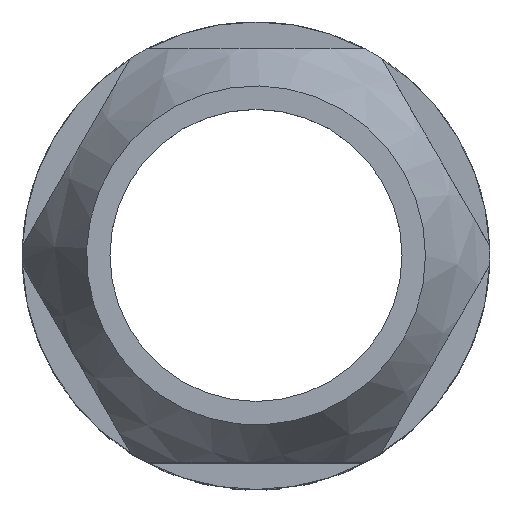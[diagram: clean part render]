
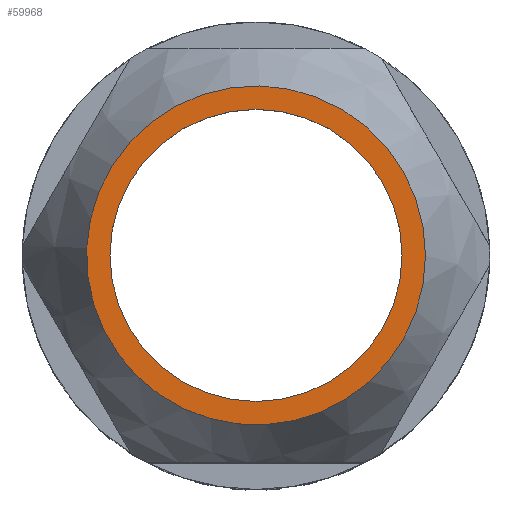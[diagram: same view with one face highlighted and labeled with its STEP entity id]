
A CAD part, top view. The second image highlights one B-rep face of the part: STEP entity #59968.
In plain terms, the highlighted planar face has unit normal (0, 0, 1).
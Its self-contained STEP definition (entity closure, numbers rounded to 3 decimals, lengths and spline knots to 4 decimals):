
#480 = AXIS2_PLACEMENT_3D ( 'NONE', #43228, #83549, #86025 ) ;
#6632 = EDGE_LOOP ( 'NONE', ( #58448 ) ) ;
#14323 = CIRCLE ( 'NONE', #34640, 6.0906 ) ;
#15140 = FACE_OUTER_BOUND ( 'NONE', #46196, .T. ) ;
#17789 = PLANE ( 'NONE',  #480 ) ;
#18295 = AXIS2_PLACEMENT_3D ( 'NONE', #57891, #56310, #33497 ) ;
#20394 = DIRECTION ( 'NONE',  ( 1., 0., 0. ) ) ;
#27730 = EDGE_CURVE ( 'NONE', #47178, #47178, #14323, .T. ) ;
#33497 = DIRECTION ( 'NONE',  ( 1., 0., 0. ) ) ;
#34640 = AXIS2_PLACEMENT_3D ( 'NONE', #61768, #53793, #20394 ) ;
#43228 = CARTESIAN_POINT ( 'NONE',  ( 0., 0., 23. ) ) ;
#46196 = EDGE_LOOP ( 'NONE', ( #52787 ) ) ;
#47178 = VERTEX_POINT ( 'NONE', #74616 ) ;
#50206 = VERTEX_POINT ( 'NONE', #66140 ) ;
#50458 = CIRCLE ( 'NONE', #18295, 5.25 ) ;
#52787 = ORIENTED_EDGE ( 'NONE', *, *, #27730, .T. ) ;
#53793 = DIRECTION ( 'NONE',  ( 0., 0., 1. ) ) ;
#55984 = FACE_BOUND ( 'NONE', #6632, .T. ) ;
#56310 = DIRECTION ( 'NONE',  ( 0., 0., 1. ) ) ;
#57891 = CARTESIAN_POINT ( 'NONE',  ( 0., 0., 23. ) ) ;
#58448 = ORIENTED_EDGE ( 'NONE', *, *, #71244, .F. ) ;
#59968 = ADVANCED_FACE ( 'NONE', ( #15140, #55984 ), #17789, .T. ) ;
#61768 = CARTESIAN_POINT ( 'NONE',  ( 0., 0., 23. ) ) ;
#66140 = CARTESIAN_POINT ( 'NONE',  ( 5.25, 0., 23. ) ) ;
#71244 = EDGE_CURVE ( 'NONE', #50206, #50206, #50458, .T. ) ;
#74616 = CARTESIAN_POINT ( 'NONE',  ( 6.0906, 0., 23. ) ) ;
#83549 = DIRECTION ( 'NONE',  ( 0., 0., 1. ) ) ;
#86025 = DIRECTION ( 'NONE',  ( 1., 0., 0. ) ) ;
